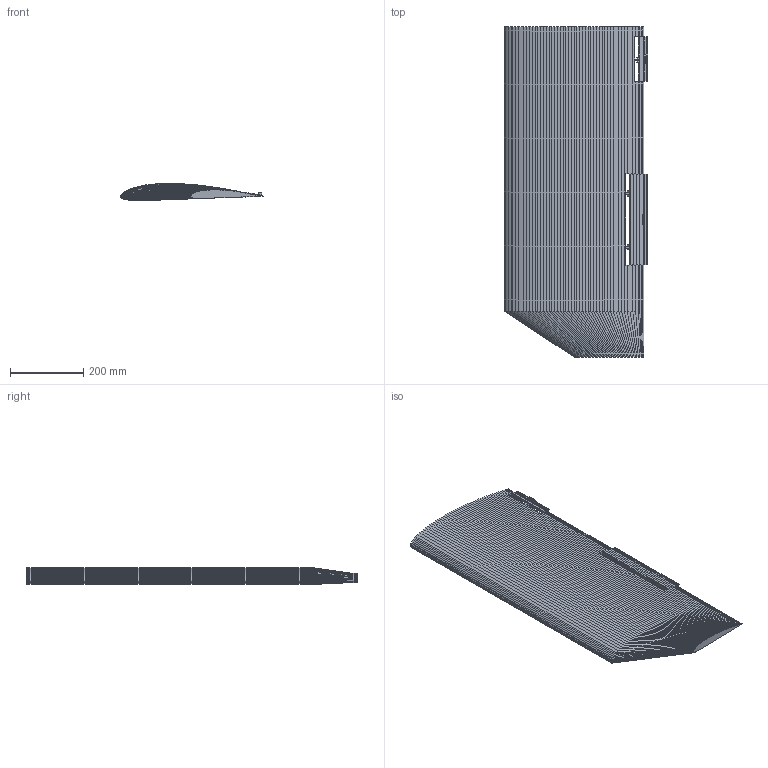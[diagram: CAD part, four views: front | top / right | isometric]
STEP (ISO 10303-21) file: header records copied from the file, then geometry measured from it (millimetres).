
FILE_DESCRIPTION(('FreeCAD Model'),'2;1');
FILE_NAME('Open CASCADE Shape Model','2025-12-10T12:43:56',('Author'),( ''),'Open CASCADE STEP processor 7.8','FreeCAD','Unknown');
FILE_SCHEMA(('AUTOMOTIVE_DESIGN { 1 0 10303 214 1 1 1 1 }'));
Length unit declared in the file: millimetre
Products named in the file (4): Left_wing; Body; aileron; flap
Assembly tree (3 placements, depth 2):
  Left_wing
    Body
    aileron
    flap
Bounding box: 390 x 900 x 46.31 mm (x, y, z)
Volume: 9730406.3 mm3; surface area: 775238.5 mm2
Topology: 3 solids, 3 shells, 390 faces, 1591 edges, 1216 vertices
Faces by surface type: plane 242, bspline 120, cylinder 28
Full cylindrical faces by diameter (mm): 2.5 x2, 3 x9, 10.1 x3
Entity records: 16046 total; most frequent: CARTESIAN_POINT 4422, ORIENTED_EDGE 3182, EDGE_CURVE 1591, DIRECTION 1326, VERTEX_POINT 1216, B_SPLINE_CURVE_WITH_KNOTS 861, LINE 682, VECTOR 682
